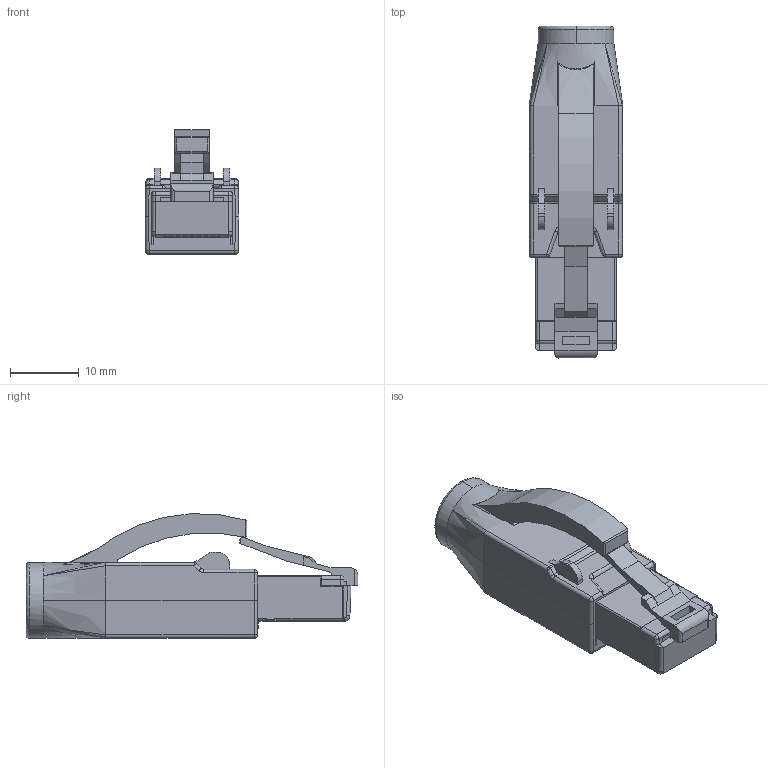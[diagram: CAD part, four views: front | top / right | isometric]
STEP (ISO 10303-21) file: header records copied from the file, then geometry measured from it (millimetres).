
FILE_DESCRIPTION (( 'STEP AP214' ), '1' );
FILE_NAME ('2789-9915.STEP', '2023-11-08T10:36:47', ( '' ), ( '' ), 'SwSTEP 2.0', 'SolidWorks 2023', '' );
FILE_SCHEMA (( 'AUTOMOTIVE_DESIGN' ));
Length unit declared in the file: inch
Products named in the file (1): 2789-9915
Bounding box: 13.61 x 48.18 x 18.08 mm (x, y, z)
Volume: 5874.1 mm3; surface area: 3505.5 mm2
Topology: 1 solids, 1 shells, 314 faces, 862 edges, 550 vertices
Faces by surface type: plane 193, cylinder 90, bspline 26, sphere 3, torus 2
Entity records: 11584 total; most frequent: CARTESIAN_POINT 3992, ORIENTED_EDGE 1706, DIRECTION 1374, EDGE_CURVE 853, LINE 592, VECTOR 592, VERTEX_POINT 550, AXIS2_PLACEMENT_3D 391
